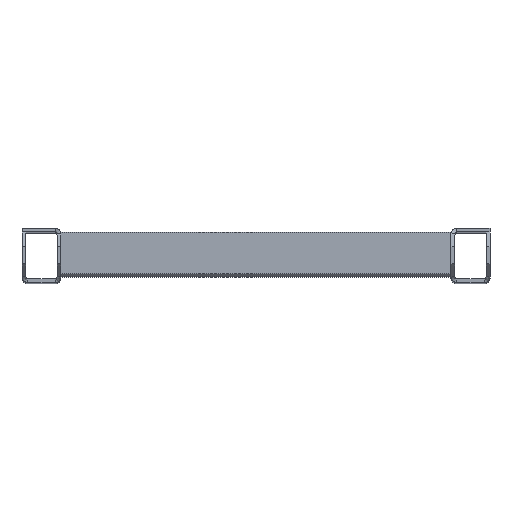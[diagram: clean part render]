
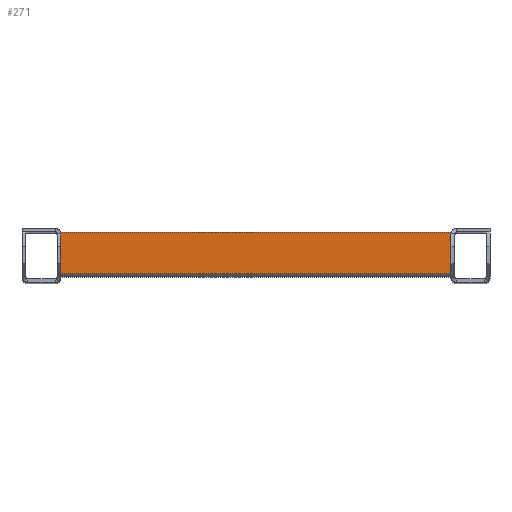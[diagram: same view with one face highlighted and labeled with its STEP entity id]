
A CAD part, top view. The second image highlights one B-rep face of the part: STEP entity #271.
In plain terms, the highlighted planar face has unit normal (0, 0, 1).
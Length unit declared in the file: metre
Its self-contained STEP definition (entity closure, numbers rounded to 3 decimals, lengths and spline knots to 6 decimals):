
#271 = ADVANCED_FACE( '', ( #592 ), #593, .T. );
#592 = FACE_OUTER_BOUND( '', #1929, .T. );
#593 = PLANE( '', #1930 );
#1929 = EDGE_LOOP( '', ( #3339, #3340, #3341, #3342, #3343, #3344 ) );
#1930 = AXIS2_PLACEMENT_3D( '', #3345, #3346, #3347 );
#3339 = ORIENTED_EDGE( '', *, *, #3670, .F. );
#3340 = ORIENTED_EDGE( '', *, *, #3635, .T. );
#3341 = ORIENTED_EDGE( '', *, *, #3662, .F. );
#3342 = ORIENTED_EDGE( '', *, *, #3895, .F. );
#3343 = ORIENTED_EDGE( '', *, *, #3679, .T. );
#3344 = ORIENTED_EDGE( '', *, *, #3898, .F. );
#3345 = CARTESIAN_POINT( '', ( 0.158752, -3.883511, 1.341915 ) );
#3346 = DIRECTION( '', ( 0., 0., 1. ) );
#3347 = DIRECTION( '', ( 1., 0., 0. ) );
#3635 = EDGE_CURVE( '', #4007, #4004, #4008, .T. );
#3662 = EDGE_CURVE( '', #4051, #4004, #4053, .T. );
#3670 = EDGE_CURVE( '', #4007, #4066, #4067, .T. );
#3679 = EDGE_CURVE( '', #4077, #4081, #4083, .T. );
#3895 = EDGE_CURVE( '', #4077, #4051, #4400, .T. );
#3898 = EDGE_CURVE( '', #4066, #4081, #4403, .T. );
#4004 = VERTEX_POINT( '', #4612 );
#4007 = VERTEX_POINT( '', #4616 );
#4008 = LINE( '', #4617, #4618 );
#4051 = VERTEX_POINT( '', #4816 );
#4053 = LINE( '', #4819, #4820 );
#4066 = VERTEX_POINT( '', #4838 );
#4067 = LINE( '', #4839, #4840 );
#4077 = VERTEX_POINT( '', #4854 );
#4081 = VERTEX_POINT( '', #4860 );
#4083 = LINE( '', #4863, #4864 );
#4400 = LINE( '', #5744, #5745 );
#4403 = LINE( '', #5749, #5750 );
#4612 = CARTESIAN_POINT( '', ( 0.15875, -3.899195, 1.341915 ) );
#4616 = CARTESIAN_POINT( '', ( -0.15875, -3.899195, 1.341915 ) );
#4617 = CARTESIAN_POINT( '', ( 0.15875, -3.899195, 1.341915 ) );
#4618 = VECTOR( '', #6274, 1. );
#4816 = CARTESIAN_POINT( '', ( 0.15875, -3.866937, 1.341915 ) );
#4819 = CARTESIAN_POINT( '', ( 0.15875, -3.883511, 1.341915 ) );
#4820 = VECTOR( '', #6295, 1. );
#4838 = CARTESIAN_POINT( '', ( -0.15875, -3.866937, 1.341915 ) );
#4839 = CARTESIAN_POINT( '', ( -0.15875, -3.883511, 1.341915 ) );
#4840 = VECTOR( '', #6304, 1. );
#4854 = CARTESIAN_POINT( '', ( 0.15875, -3.865286, 1.341915 ) );
#4860 = CARTESIAN_POINT( '', ( -0.15875, -3.865286, 1.341915 ) );
#4863 = CARTESIAN_POINT( '', ( 0.158752, -3.865286, 1.341915 ) );
#4864 = VECTOR( '', #6312, 1. );
#5744 = CARTESIAN_POINT( '', ( 0.15875, -3.883511, 1.341915 ) );
#5745 = VECTOR( '', #6478, 1. );
#5749 = CARTESIAN_POINT( '', ( -0.15875, -3.883511, 1.341915 ) );
#5750 = VECTOR( '', #6480, 1. );
#6274 = DIRECTION( '', ( 1., 0., 0. ) );
#6295 = DIRECTION( '', ( 0., -1., 0. ) );
#6304 = DIRECTION( '', ( 0., 1., 0. ) );
#6312 = DIRECTION( '', ( -1., 0., 0. ) );
#6478 = DIRECTION( '', ( 0., -1., 0. ) );
#6480 = DIRECTION( '', ( 0., 1., 0. ) );
